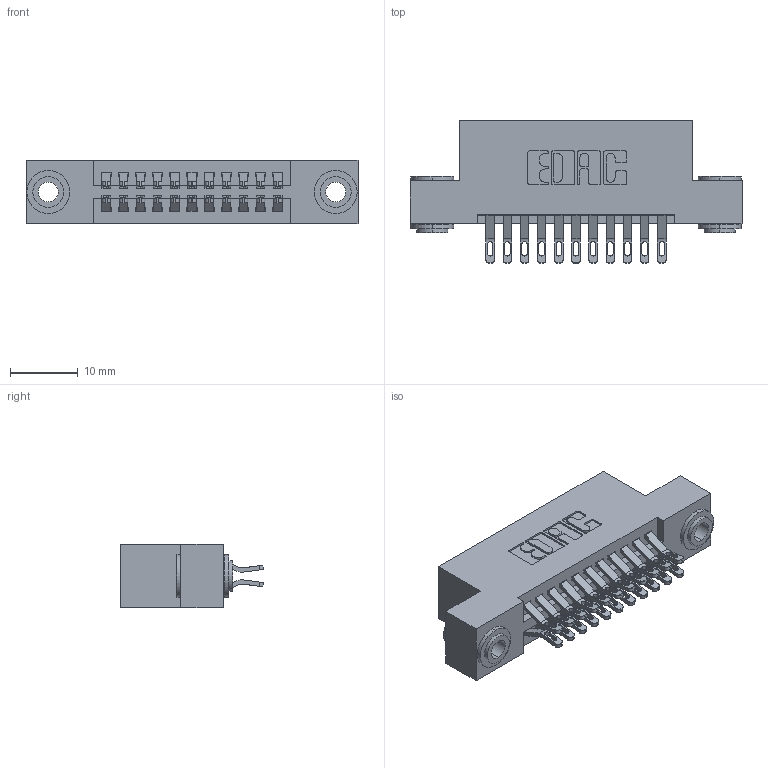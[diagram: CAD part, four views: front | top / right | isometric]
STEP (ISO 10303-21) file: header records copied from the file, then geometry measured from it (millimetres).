
FILE_DESCRIPTION (( 'STEP AP203' ), '1' );
FILE_NAME ('345-022-555-203.STEP', '2018-08-21T00:21:38', ( '' ), ( '' ), 'SwSTEP 2.0', 'SolidWorks 2016', '' );
FILE_SCHEMA (( 'CONFIG_CONTROL_DESIGN' ));
Length unit declared in the file: inch
Products named in the file (4): 345-292-001_555 Tail; 345-250-002_345-250-002-102; 345-022-555-203; 345 Part_Flush Mounting Lugs - 0.156 Dia-TH
Assembly tree (25 placements, depth 2):
  345-022-555-203
    345 Part_Flush Mounting Lugs - 0.156 Dia-TH
    345-292-001_555 Tail  x22
    345-250-002_345-250-002-102  x2
Bounding box: 49.15 x 21.13 x 9.4 mm (x, y, z)
Volume: 4569.8 mm3; surface area: 6581.4 mm2
Topology: 25 solids, 25 shells, 1396 faces, 4311 edges, 2870 vertices
Faces by surface type: plane 772, cylinder 616, cone 8
Entity records: 13780 total; most frequent: CARTESIAN_POINT 2349, ORIENTED_EDGE 2246, DIRECTION 2109, EDGE_CURVE 1123, LINE 903, VECTOR 903, VERTEX_POINT 746, AXIS2_PLACEMENT_3D 603
